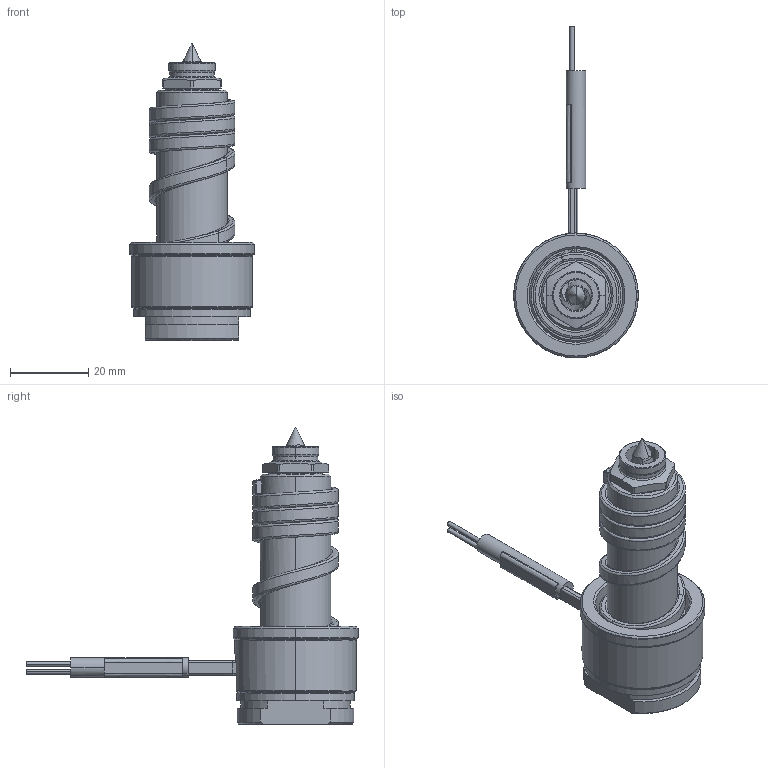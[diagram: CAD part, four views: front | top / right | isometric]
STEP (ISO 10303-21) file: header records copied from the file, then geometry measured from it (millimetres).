
FILE_DESCRIPTION((''),'2;1');
FILE_NAME('SM-76-BKU-N','2014-03-03T',('Íàòàëüÿ'),('IMID'),'PRO/ENGINEER BY PARAMETRIC TECHNOLOGY CORPORATION, 2010180','PRO/ENGINEER BY PARAMETRIC TECHNOLOGY CORPORATION, 2010180','');
FILE_SCHEMA(('CONFIG_CONTROL_DESIGN'));
Length unit declared in the file: millimetre
Products named in the file (1): SM-76-BKU-N
Bounding box: 32 x 85 x 76.2 mm (x, y, z)
Volume: 27655.8 mm3; surface area: 16301.4 mm2
Topology: 1 solids, 14 shells, 340 faces, 866 edges, 521 vertices
Faces by surface type: cylinder 119, bspline 65, cone 58, plane 56, torus 26, revolution 9, extrusion 7
Entity records: 16844 total; most frequent: CARTESIAN_POINT 9019, ORIENTED_EDGE 1676, DIRECTION 1520, EDGE_CURVE 858, AXIS2_PLACEMENT_3D 608, VERTEX_POINT 521, EDGE_LOOP 367, CIRCLE 348
